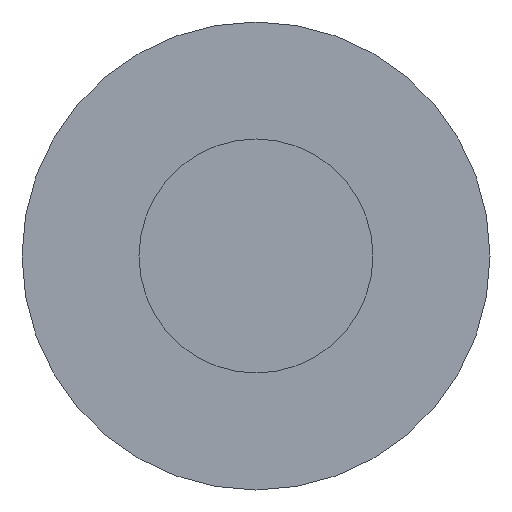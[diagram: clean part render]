
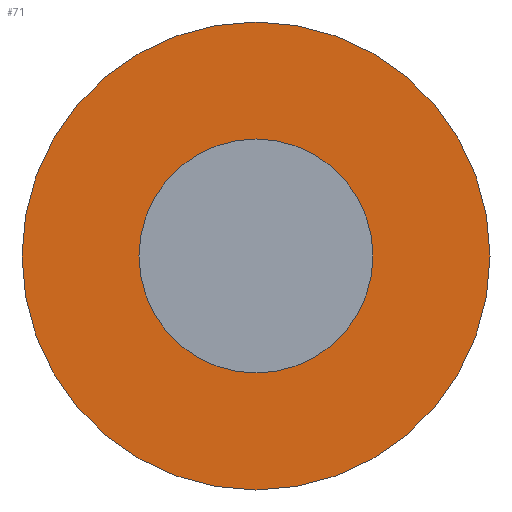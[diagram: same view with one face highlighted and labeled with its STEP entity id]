
A CAD part, front view. The second image highlights one B-rep face of the part: STEP entity #71.
In plain terms, the highlighted planar face has unit normal (0, -1, 0).
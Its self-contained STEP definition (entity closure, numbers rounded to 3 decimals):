
#44=CARTESIAN_POINT('',(0.0,30.0,0.0));
#45=DIRECTION('',(0.0,-1.0,0.0));
#46=DIRECTION('',(0.0,0.0,-1.0));
#47=AXIS2_PLACEMENT_3D('',#44,#45,#46);
#48=PLANE('',#47);
#49=CARTESIAN_POINT('',(20.0,30.0,0.));
#50=VERTEX_POINT('',#49);
#51=CARTESIAN_POINT('',(0.0,30.0,0.0));
#52=DIRECTION('',(0.0,-1.0,0.0));
#53=DIRECTION('',(-1.0,0.0,0.0));
#54=AXIS2_PLACEMENT_3D('',#51,#52,#53);
#55=CIRCLE('',#54,20.0);
#56=EDGE_CURVE('',#50,#50,#55,.T.);
#57=ORIENTED_EDGE('',*,*,#56,.T.);
#58=EDGE_LOOP('',(#57));
#59=FACE_OUTER_BOUND('',#58,.T.);
#60=CARTESIAN_POINT('',(-10.0,30.0,0.));
#61=VERTEX_POINT('',#60);
#62=CARTESIAN_POINT('',(0.0,30.0,0.0));
#63=DIRECTION('',(0.0,-1.0,0.0));
#64=DIRECTION('',(1.0,0.0,0.0));
#65=AXIS2_PLACEMENT_3D('',#62,#63,#64);
#66=CIRCLE('',#65,10.0);
#67=EDGE_CURVE('',#61,#61,#66,.T.);
#68=ORIENTED_EDGE('',*,*,#67,.F.);
#69=EDGE_LOOP('',(#68));
#70=FACE_BOUND('',#69,.T.);
#71=ADVANCED_FACE('',(#59,#70),#48,.T.);
